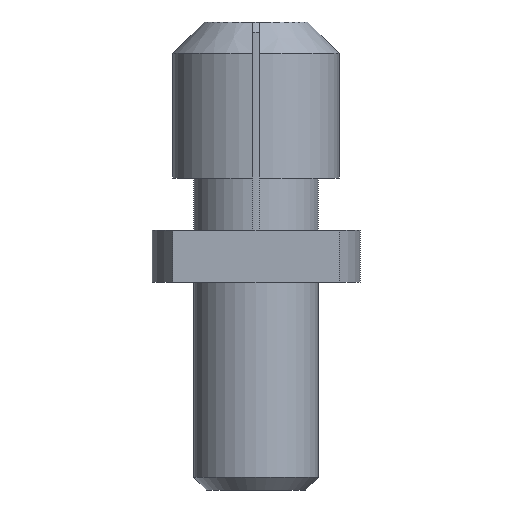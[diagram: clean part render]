
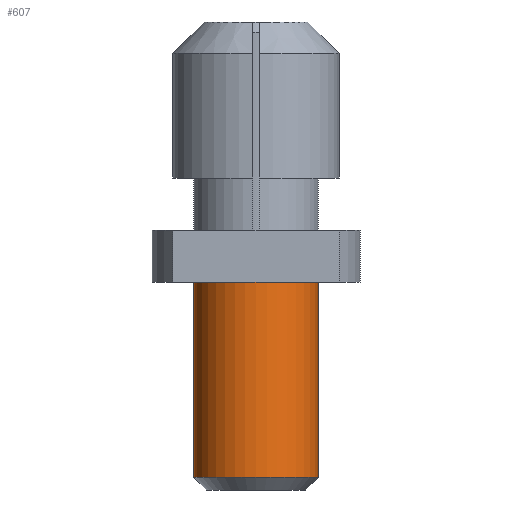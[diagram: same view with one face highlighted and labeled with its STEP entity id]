
A CAD part, left-side view. The second image highlights one B-rep face of the part: STEP entity #607.
In plain terms, the highlighted cylindrical face has radius 3 mm (diameter 6 mm), a partial arc.
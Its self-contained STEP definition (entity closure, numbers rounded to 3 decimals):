
#10 = CARTESIAN_POINT ( 'NONE',  ( 0., 0., 0. ) ) ;
#19 = CARTESIAN_POINT ( 'NONE',  ( 0., 3., -10. ) ) ;
#60 = CARTESIAN_POINT ( 'NONE',  ( 0., -3., 0. ) ) ;
#116 = VERTEX_POINT ( 'NONE', #60 ) ;
#266 = DIRECTION ( 'NONE',  ( 0., 0., -1. ) ) ;
#278 = DIRECTION ( 'NONE',  ( 0., 0., -1. ) ) ;
#287 = EDGE_CURVE ( 'NONE', #1883, #1904, #1565, .T. ) ;
#294 = FACE_OUTER_BOUND ( 'NONE', #1089, .T. ) ;
#392 = VECTOR ( 'NONE', #1851, 1000. ) ;
#418 = EDGE_CURVE ( 'NONE', #116, #1598, #1241, .T. ) ;
#442 = DIRECTION ( 'NONE',  ( 0., -1., 0. ) ) ;
#465 = CYLINDRICAL_SURFACE ( 'NONE', #1340, 3. ) ;
#477 = CARTESIAN_POINT ( 'NONE',  ( 0., 0., -10. ) ) ;
#533 = VERTEX_POINT ( 'NONE', #1293 ) ;
#567 = CARTESIAN_POINT ( 'NONE',  ( 0., 0., -9.387 ) ) ;
#593 = EDGE_CURVE ( 'NONE', #533, #1904, #765, .T. ) ;
#607 = ADVANCED_FACE ( 'NONE', ( #294 ), #465, .T. ) ;
#750 = AXIS2_PLACEMENT_3D ( 'NONE', #567, #278, #442 ) ;
#752 = AXIS2_PLACEMENT_3D ( 'NONE', #10, #832, #1588 ) ;
#765 = LINE ( 'NONE', #19, #392 ) ;
#832 = DIRECTION ( 'NONE',  ( 0., 0., -1. ) ) ;
#923 = CARTESIAN_POINT ( 'NONE',  ( 0., -3., -10. ) ) ;
#949 = DIRECTION ( 'NONE',  ( 0., 0., -1. ) ) ;
#1008 = ORIENTED_EDGE ( 'NONE', *, *, #287, .F. ) ;
#1076 = DIRECTION ( 'NONE',  ( 0., -1., 0. ) ) ;
#1080 = VECTOR ( 'NONE', #1253, 1000. ) ;
#1089 = EDGE_LOOP ( 'NONE', ( #1856, #1327, #1008, #1535, #1299 ) ) ;
#1150 = AXIS2_PLACEMENT_3D ( 'NONE', #1820, #266, #1972 ) ;
#1241 = CIRCLE ( 'NONE', #752, 3. ) ;
#1253 = DIRECTION ( 'NONE',  ( 0., 0., -1. ) ) ;
#1293 = CARTESIAN_POINT ( 'NONE',  ( 0., 3., 0. ) ) ;
#1299 = ORIENTED_EDGE ( 'NONE', *, *, #418, .T. ) ;
#1327 = ORIENTED_EDGE ( 'NONE', *, *, #593, .T. ) ;
#1333 = CARTESIAN_POINT ( 'NONE',  ( 0., 3., -9.387 ) ) ;
#1340 = AXIS2_PLACEMENT_3D ( 'NONE', #477, #949, #1076 ) ;
#1492 = EDGE_CURVE ( 'NONE', #116, #1883, #1696, .T. ) ;
#1535 = ORIENTED_EDGE ( 'NONE', *, *, #1492, .F. ) ;
#1565 = CIRCLE ( 'NONE', #750, 3. ) ;
#1578 = EDGE_CURVE ( 'NONE', #1598, #533, #1603, .T. ) ;
#1588 = DIRECTION ( 'NONE',  ( 0., 1., 0. ) ) ;
#1598 = VERTEX_POINT ( 'NONE', #1946 ) ;
#1603 = CIRCLE ( 'NONE', #1150, 3. ) ;
#1648 = CARTESIAN_POINT ( 'NONE',  ( 0., -3., -9.387 ) ) ;
#1696 = LINE ( 'NONE', #923, #1080 ) ;
#1820 = CARTESIAN_POINT ( 'NONE',  ( 0., 0., 0. ) ) ;
#1851 = DIRECTION ( 'NONE',  ( 0., 0., -1. ) ) ;
#1856 = ORIENTED_EDGE ( 'NONE', *, *, #1578, .T. ) ;
#1883 = VERTEX_POINT ( 'NONE', #1648 ) ;
#1904 = VERTEX_POINT ( 'NONE', #1333 ) ;
#1946 = CARTESIAN_POINT ( 'NONE',  ( -3., 0., 0. ) ) ;
#1972 = DIRECTION ( 'NONE',  ( 0., -1., 0. ) ) ;
